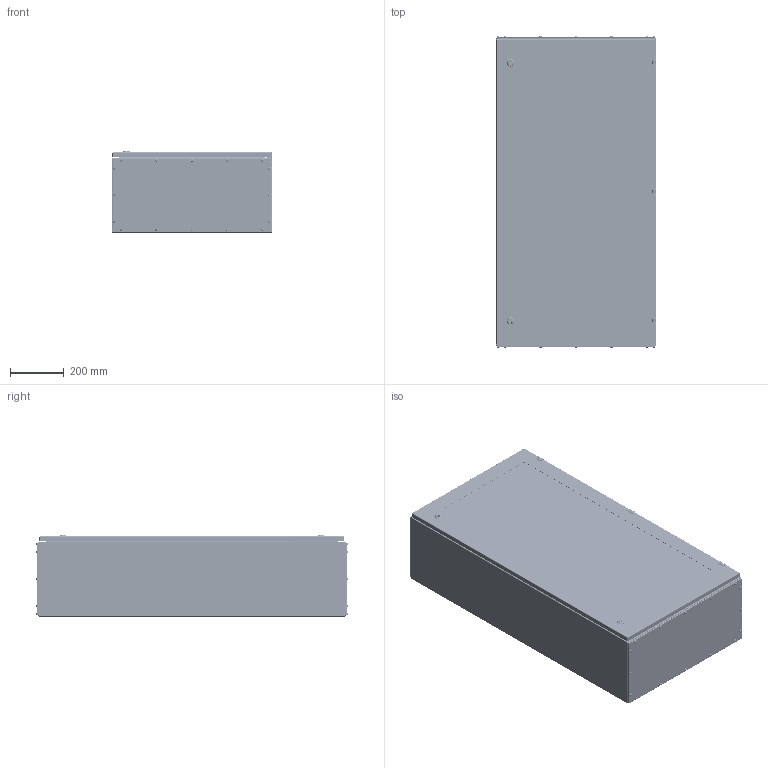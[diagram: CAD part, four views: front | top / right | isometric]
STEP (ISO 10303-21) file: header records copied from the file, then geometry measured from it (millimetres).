
FILE_DESCRIPTION (( 'STEP AP214' ), '1' );
FILE_NAME ('12.060.115.30.STEP', '2024-06-13T06:44:49', ( '' ), ( '' ), 'SwSTEP 2.0', 'SolidWorks 2021', '' );
FILE_SCHEMA (( 'AUTOMOTIVE_DESIGN' ));
Length unit declared in the file: millimetre
Products named in the file (30): Øïèëüêà ïðèâàðíàÿ Ì8õ25; 栺樏鋋 W600H1150; ﾇ瑟鶴 ﾀﾑ ms1000-3M.stp; 8SJ_MS705_0510.stp; 12.060.115.30; Çàêëåïêà ðåçüáîâàÿ Ì5 øåñòèãðàííàÿ ñ óìåíüøåííûì áîðòîì; 砑鳧罻 H1150; Øïèëüêà ïðèâàðíàÿ Ì6õ15; Çàêëåïêà ðåçüáîâàÿ Ì8 øåñòèãðàííàÿ ñ óìåíüøåííûì áîðòîì; Áîëò Ì6õ10 ñ øåñòèãðàííîé ãîëîâêîé ñ ïðåññøàéáîé; 嵑謺麃 檐; Êàðêàñ øêàôà W600H1150D300; 8SJ_MS705_0010.stp; SW6X8.stp; Ãàéêà M8 DIN6923.step; 417.611; Ïåðåìû÷êà êàðêàñà W600; Ãàéêà M6 DIN6923.step; Ñòåêëÿííàÿ äâåðü ÑÁ W600H1150; Ïðîêëàäêà êðûøêè W600D300; 8SJ_MS705-1_0040.stp; Øïèëüêà ïðèâàðíàÿ Ì6õ10; 署赅 W600D300; 8SJ_MS705_0760.stp; 8SJ_S1B_0001.stp; Êîðïóñ øêàôà W600H1150D300; Âèíò DIN 967 Ì5õ16 ñ ïîëóêðóãëîé ãîëîâêîé ñ êðåñòîîáðàçíûì øëèöåì; ﾄ粢鮱 W600H1150; 砑鳧罻 W600; Ãàñêåòèíã W600H1150
Assembly tree (149 placements, depth 4):
  12.060.115.30
    Êàðêàñ øêàôà W600H1150D300
      Êîðïóñ øêàôà W600H1150D300
      Ïåðåìû÷êà êàðêàñà W600  x2
      Øïèëüêà ïðèâàðíàÿ Ì6õ15  x8
      Øïèëüêà ïðèâàðíàÿ Ì8õ25  x6
    署赅 W600D300  x2
    Ïðîêëàäêà êðûøêè W600D300  x2
    Ñòåêëÿííàÿ äâåðü ÑÁ W600H1150
      ﾄ粢鮱 W600H1150
      Ãàñêåòèíã W600H1150
      ﾇ瑟鶴 ﾀﾑ ms1000-3M.stp  x2
        8SJ_MS705_0010.stp
        8SJ_MS705_0510.stp
        8SJ_MS705_0760.stp
        8SJ_S1B_0001.stp
        8SJ_MS705-1_0040.stp
        SW6X8.stp
      Øïèëüêà ïðèâàðíàÿ Ì6õ10  x14
      栺樏鋋 W600H1150
      Ãàéêà M6 DIN6923.step  x14
      砑鳧罻 H1150  x2
      砑鳧罻 W600  x2
    嵑謺麃 檐  x3
    Áîëò Ì6õ10 ñ øåñòèãðàííîé ãîëîâêîé ñ ïðåññøàéáîé  x3
    Çàêëåïêà ðåçüáîâàÿ Ì5 øåñòèãðàííàÿ ñ óìåíüøåííûì áîðòîì  x32
    Âèíò DIN 967 Ì5õ16 ñ ïîëóêðóãëîé ãîëîâêîé ñ êðåñòîîáðàçíûì øëèöåì  x32
    Çàêëåïêà ðåçüáîâàÿ Ì8 øåñòèãðàííàÿ ñ óìåíüøåííûì áîðòîì  x6
    417.611
    Ãàéêà M8 DIN6923.step  x6
Bounding box: 600 x 1165.11 x 304.65 mm (x, y, z)
Volume: 5704939.4 mm3; surface area: 7213810.6 mm2
Topology: 151 solids, 163 shells, 7865 faces, 19881 edges, 12417 vertices
Faces by surface type: plane 3220, cylinder 2691, bspline 752, cone 578, torus 448, sphere 176
Entity records: 94451 total; most frequent: CARTESIAN_POINT 45099, ORIENTED_EDGE 10476, DIRECTION 8932, EDGE_CURVE 5244, VERTEX_POINT 3243, AXIS2_PLACEMENT_3D 2991, VECTOR 2950, LINE 2950
